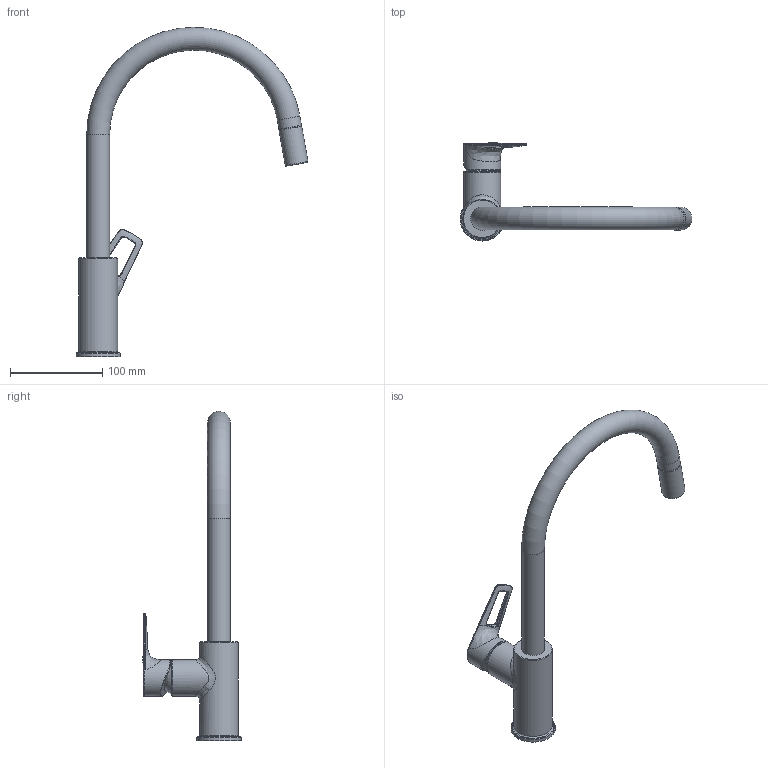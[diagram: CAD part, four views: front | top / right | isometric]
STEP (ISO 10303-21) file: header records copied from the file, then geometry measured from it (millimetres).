
FILE_DESCRIPTION(/* description */ ('Unknown'),/* implementation_level */ '2;1');
FILE_NAME(/* name */ '30543000',/* time_stamp */ '2022-10-06T04:26:52+02:00',/* author */ ('Unknown'),/* organization */ ('GROHE AG'),/* preprocessor_version */ 'ST-DEVELOPER v16.7',/* originating_system */ 'DEX',/* authorisation */ $);
FILE_SCHEMA (('AUTOMOTIVE_DESIGN {1 0 10303 214 3 1 1}'));
Length unit declared in the file: millimetre
Products named in the file (2): 30543000; id11
Assembly tree (1 placements, depth 2):
  30543000
    id11
Bounding box: 251.41 x 106.3 x 357.04 mm (x, y, z)
Volume: 229831.4 mm3; surface area: 77441.8 mm2
Topology: 2 solids, 7 shells, 96 faces, 264 edges, 176 vertices
Faces by surface type: bspline 60, plane 13, cylinder 10, torus 9, cone 3, sphere 1
Full cylindrical faces by diameter (mm): 24.8 x3, 25 x1, 40 x2, 42 x1, 48 x1
Entity records: 10646 total; most frequent: CARTESIAN_POINT 8661, ORIENTED_EDGE 427, DIRECTION 244, EDGE_CURVE 238, VERTEX_POINT 169, B_SPLINE_CURVE_WITH_KNOTS 146, EDGE_LOOP 119, FACE_BOUND 119
